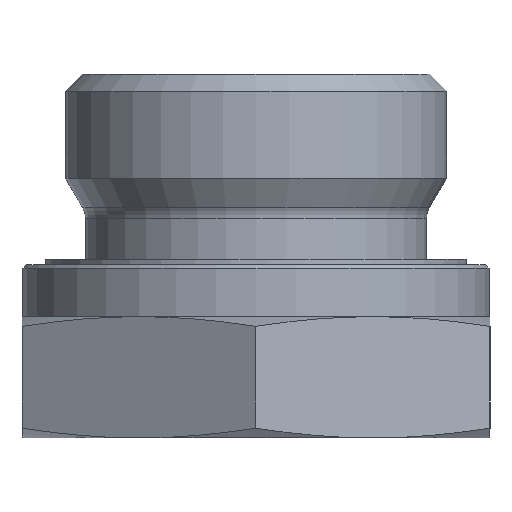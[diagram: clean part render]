
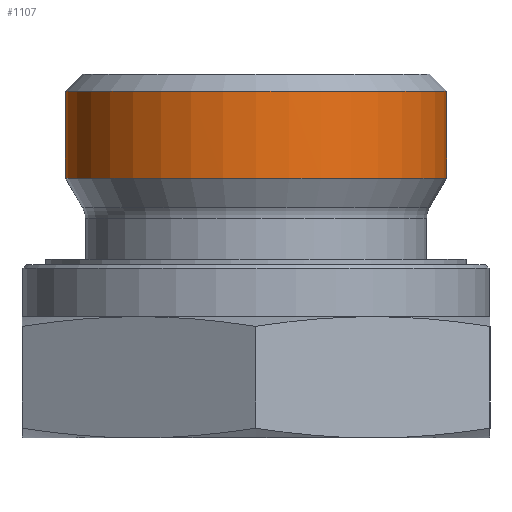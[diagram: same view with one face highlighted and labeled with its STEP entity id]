
A CAD part, front view. The second image highlights one B-rep face of the part: STEP entity #1107.
In plain terms, the highlighted cylindrical face has radius 11 mm (diameter 22 mm), a full revolution.
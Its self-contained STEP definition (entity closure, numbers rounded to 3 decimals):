
#949=CARTESIAN_POINT('',(0.008,11.,14.992));
#950=VERTEX_POINT('',#949);
#951=CARTESIAN_POINT('',(0.0,0.0,14.992));
#952=DIRECTION('',(0.0,0.0,1.0));
#953=DIRECTION('',(-1.0,0.0,0.0));
#954=AXIS2_PLACEMENT_3D('',#951,#952,#953);
#955=CIRCLE('',#954,11.0);
#956=EDGE_CURVE('',#950,#950,#955,.T.);
#1081=CARTESIAN_POINT('',(11.0,0.,20.0));
#1082=VERTEX_POINT('',#1081);
#1083=CARTESIAN_POINT('',(0.0,0.0,20.0));
#1084=DIRECTION('',(0.0,0.0,1.0));
#1085=DIRECTION('',(-1.0,0.0,0.0));
#1086=AXIS2_PLACEMENT_3D('',#1083,#1084,#1085);
#1087=CIRCLE('',#1086,11.0);
#1088=EDGE_CURVE('',#1082,#1082,#1087,.T.);
#1096=CARTESIAN_POINT('',(0.0,0.0,21.0));
#1097=DIRECTION('',(0.0,0.0,-1.0));
#1098=DIRECTION('',(-1.0,0.0,0.0));
#1099=AXIS2_PLACEMENT_3D('',#1096,#1097,#1098);
#1100=CYLINDRICAL_SURFACE('',#1099,11.0);
#1101=ORIENTED_EDGE('',*,*,#956,.T.);
#1102=EDGE_LOOP('',(#1101));
#1103=FACE_OUTER_BOUND('',#1102,.T.);
#1104=ORIENTED_EDGE('',*,*,#1088,.F.);
#1105=EDGE_LOOP('',(#1104));
#1106=FACE_BOUND('',#1105,.T.);
#1107=ADVANCED_FACE('',(#1103,#1106),#1100,.T.);
